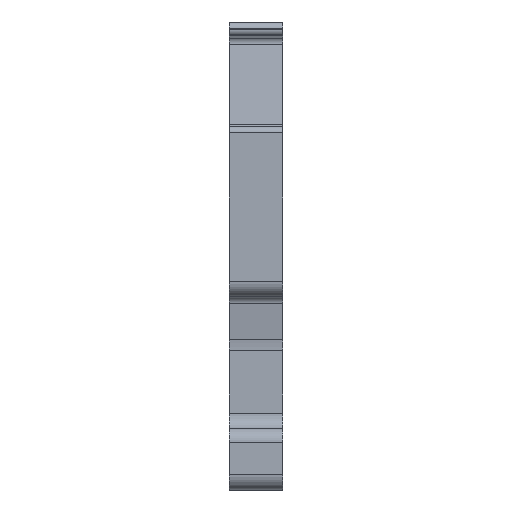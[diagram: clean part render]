
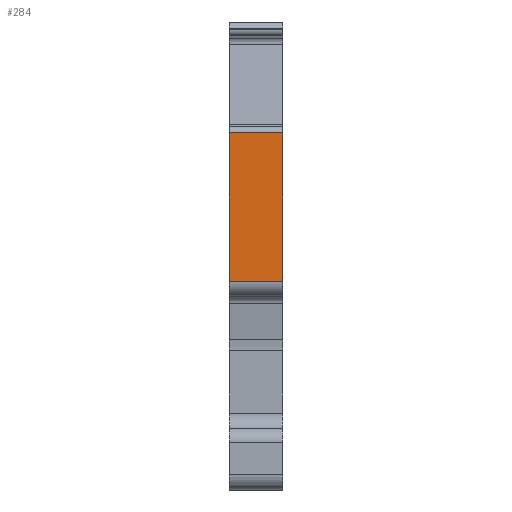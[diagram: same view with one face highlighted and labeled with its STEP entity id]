
A CAD part, front view. The second image highlights one B-rep face of the part: STEP entity #284.
In plain terms, the highlighted planar face has unit normal (0, -1, 0).
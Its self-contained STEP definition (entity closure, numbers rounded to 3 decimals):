
#284 = ADVANCED_FACE( '', ( #704 ), #705, .F. );
#704 = FACE_OUTER_BOUND( '', #1264, .T. );
#705 = PLANE( '', #1265 );
#1264 = EDGE_LOOP( '', ( #2133, #2134, #2135, #2136 ) );
#1265 = AXIS2_PLACEMENT_3D( '', #2137, #2138, #2139 );
#2133 = ORIENTED_EDGE( '', *, *, #3741, .T. );
#2134 = ORIENTED_EDGE( '', *, *, #3742, .F. );
#2135 = ORIENTED_EDGE( '', *, *, #3592, .F. );
#2136 = ORIENTED_EDGE( '', *, *, #3743, .T. );
#2137 = CARTESIAN_POINT( '', ( -3.5, -31.4, 7.182 ) );
#2138 = DIRECTION( '', ( 0., 1., 0. ) );
#2139 = DIRECTION( '', ( 1., 0., 0. ) );
#3592 = EDGE_CURVE( '', #4394, #4396, #4397, .F. );
#3741 = EDGE_CURVE( '', #4655, #4656, #4657, .T. );
#3742 = EDGE_CURVE( '', #4396, #4656, #4658, .T. );
#3743 = EDGE_CURVE( '', #4394, #4655, #4659, .T. );
#4394 = VERTEX_POINT( '', #5523 );
#4396 = VERTEX_POINT( '', #5525 );
#4397 = LINE( '', #5526, #5527 );
#4655 = VERTEX_POINT( '', #5868 );
#4656 = VERTEX_POINT( '', #5869 );
#4657 = LINE( '', #5870, #5871 );
#4658 = LINE( '', #5872, #5873 );
#4659 = LINE( '', #5874, #5875 );
#5523 = CARTESIAN_POINT( '', ( -3.5, -31.4, -2.5 ) );
#5525 = CARTESIAN_POINT( '', ( -3.5, -31.4, 7.182 ) );
#5526 = CARTESIAN_POINT( '', ( -3.5, -31.4, 13.9 ) );
#5527 = VECTOR( '', #6765, 1000. );
#5868 = CARTESIAN_POINT( '', ( 0., -31.4, -2.5 ) );
#5869 = CARTESIAN_POINT( '', ( 0., -31.4, 7.182 ) );
#5870 = CARTESIAN_POINT( '', ( 0., -31.4, 7.182 ) );
#5871 = VECTOR( '', #6996, 1000. );
#5872 = CARTESIAN_POINT( '', ( -3.5, -31.4, 7.182 ) );
#5873 = VECTOR( '', #6997, 1000. );
#5874 = CARTESIAN_POINT( '', ( -3.5, -31.4, -2.5 ) );
#5875 = VECTOR( '', #6998, 1000. );
#6765 = DIRECTION( '', ( 0., 0., -1. ) );
#6996 = DIRECTION( '', ( 0., 0., 1. ) );
#6997 = DIRECTION( '', ( 1., 0., 0. ) );
#6998 = DIRECTION( '', ( 1., 0., 0. ) );
